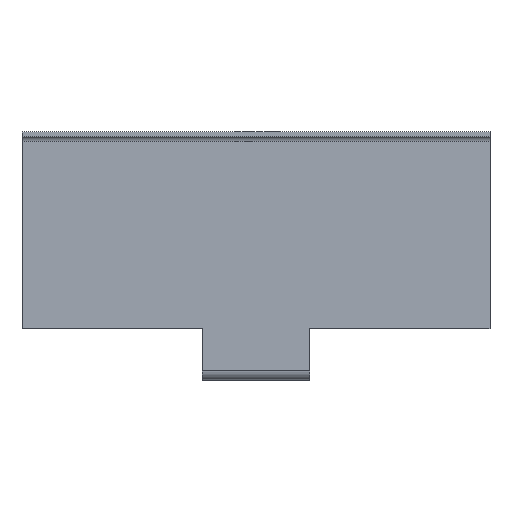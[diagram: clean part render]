
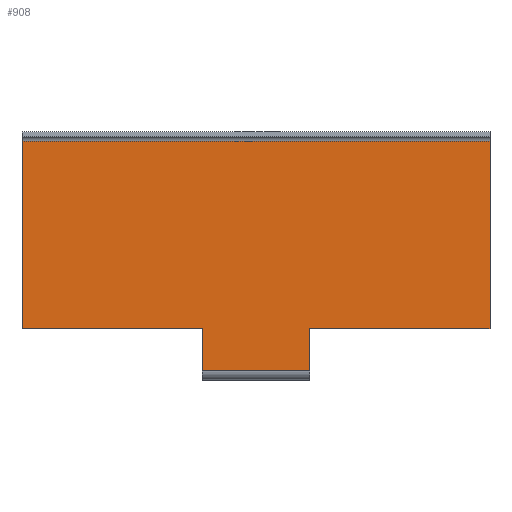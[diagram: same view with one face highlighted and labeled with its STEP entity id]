
A CAD part, left-side view. The second image highlights one B-rep face of the part: STEP entity #908.
In plain terms, the highlighted planar face has unit normal (-1, 0, 0).
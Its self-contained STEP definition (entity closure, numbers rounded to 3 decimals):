
#16 = EDGE_CURVE ( 'NONE', #825, #973, #60, .T. ) ;
#18 = CARTESIAN_POINT ( 'NONE',  ( 23.5, 0., -42. ) ) ;
#37 = VECTOR ( 'NONE', #419, 1000. ) ;
#42 = CARTESIAN_POINT ( 'NONE',  ( 23.5, -61.5, -53. ) ) ;
#49 = EDGE_CURVE ( 'NONE', #1004, #526, #52, .T. ) ;
#52 = LINE ( 'NONE', #320, #37 ) ;
#60 = LINE ( 'NONE', #42, #282 ) ;
#71 = ORIENTED_EDGE ( 'NONE', *, *, #185, .T. ) ;
#74 = EDGE_CURVE ( 'NONE', #540, #825, #268, .T. ) ;
#80 = VECTOR ( 'NONE', #105, 1000. ) ;
#93 = ORIENTED_EDGE ( 'NONE', *, *, #346, .F. ) ;
#105 = DIRECTION ( 'NONE',  ( 0., -1., 0. ) ) ;
#137 = VECTOR ( 'NONE', #1159, 1000. ) ;
#185 = EDGE_CURVE ( 'NONE', #412, #1004, #1098, .T. ) ;
#211 = AXIS2_PLACEMENT_3D ( 'NONE', #938, #681, #686 ) ;
#268 = LINE ( 'NONE', #631, #816 ) ;
#282 = VECTOR ( 'NONE', #400, 1000. ) ;
#291 = CARTESIAN_POINT ( 'NONE',  ( 23.5, -38.5, -42. ) ) ;
#320 = CARTESIAN_POINT ( 'NONE',  ( 23.5, 0., -42. ) ) ;
#329 = EDGE_LOOP ( 'NONE', ( #330, #1179, #505, #1010, #93, #71, #961, #368 ) ) ;
#330 = ORIENTED_EDGE ( 'NONE', *, *, #74, .T. ) ;
#346 = EDGE_CURVE ( 'NONE', #412, #443, #691, .T. ) ;
#368 = ORIENTED_EDGE ( 'NONE', *, *, #972, .F. ) ;
#400 = DIRECTION ( 'NONE',  ( 0., 0., 1. ) ) ;
#409 = FACE_OUTER_BOUND ( 'NONE', #329, .T. ) ;
#412 = VERTEX_POINT ( 'NONE', #951 ) ;
#419 = DIRECTION ( 'NONE',  ( 0., -1., 0. ) ) ;
#424 = PLANE ( 'NONE',  #211 ) ;
#443 = VERTEX_POINT ( 'NONE', #717 ) ;
#491 = LINE ( 'NONE', #1051, #610 ) ;
#501 = DIRECTION ( 'NONE',  ( 0., -1., 0. ) ) ;
#505 = ORIENTED_EDGE ( 'NONE', *, *, #591, .T. ) ;
#526 = VERTEX_POINT ( 'NONE', #291 ) ;
#540 = VERTEX_POINT ( 'NONE', #928 ) ;
#591 = EDGE_CURVE ( 'NONE', #973, #1069, #735, .T. ) ;
#596 = DIRECTION ( 'NONE',  ( 0., 0., 1. ) ) ;
#610 = VECTOR ( 'NONE', #596, 1000. ) ;
#625 = LINE ( 'NONE', #990, #137 ) ;
#631 = CARTESIAN_POINT ( 'NONE',  ( 23.5, -38.5, -51. ) ) ;
#668 = CARTESIAN_POINT ( 'NONE',  ( 23.5, -61.5, -51. ) ) ;
#681 = DIRECTION ( 'NONE',  ( 1., 0., 0. ) ) ;
#686 = DIRECTION ( 'NONE',  ( 0., 0., -1. ) ) ;
#691 = LINE ( 'NONE', #1032, #914 ) ;
#717 = CARTESIAN_POINT ( 'NONE',  ( 23.5, -100., -2. ) ) ;
#735 = LINE ( 'NONE', #18, #80 ) ;
#808 = CARTESIAN_POINT ( 'NONE',  ( 23.5, -100., -42. ) ) ;
#816 = VECTOR ( 'NONE', #998, 1000. ) ;
#825 = VERTEX_POINT ( 'NONE', #668 ) ;
#851 = EDGE_CURVE ( 'NONE', #1069, #443, #625, .T. ) ;
#908 = ADVANCED_FACE ( 'NONE', ( #409 ), #424, .F. ) ;
#914 = VECTOR ( 'NONE', #501, 1000. ) ;
#918 = CARTESIAN_POINT ( 'NONE',  ( 23.5, 0., 0. ) ) ;
#928 = CARTESIAN_POINT ( 'NONE',  ( 23.5, -38.5, -51. ) ) ;
#938 = CARTESIAN_POINT ( 'NONE',  ( 23.5, 0., 0. ) ) ;
#951 = CARTESIAN_POINT ( 'NONE',  ( 23.5, 0., -2. ) ) ;
#958 = CARTESIAN_POINT ( 'NONE',  ( 23.5, -61.5, -42. ) ) ;
#961 = ORIENTED_EDGE ( 'NONE', *, *, #49, .T. ) ;
#966 = VECTOR ( 'NONE', #1029, 1000. ) ;
#972 = EDGE_CURVE ( 'NONE', #540, #526, #491, .T. ) ;
#973 = VERTEX_POINT ( 'NONE', #958 ) ;
#990 = CARTESIAN_POINT ( 'NONE',  ( 23.5, -100., 0. ) ) ;
#998 = DIRECTION ( 'NONE',  ( 0., -1., 0. ) ) ;
#1004 = VERTEX_POINT ( 'NONE', #1150 ) ;
#1010 = ORIENTED_EDGE ( 'NONE', *, *, #851, .T. ) ;
#1029 = DIRECTION ( 'NONE',  ( 0., 0., -1. ) ) ;
#1032 = CARTESIAN_POINT ( 'NONE',  ( 23.5, 0., -2. ) ) ;
#1051 = CARTESIAN_POINT ( 'NONE',  ( 23.5, -38.5, -53. ) ) ;
#1069 = VERTEX_POINT ( 'NONE', #808 ) ;
#1098 = LINE ( 'NONE', #918, #966 ) ;
#1150 = CARTESIAN_POINT ( 'NONE',  ( 23.5, 0., -42. ) ) ;
#1159 = DIRECTION ( 'NONE',  ( 0., 0., 1. ) ) ;
#1179 = ORIENTED_EDGE ( 'NONE', *, *, #16, .T. ) ;
